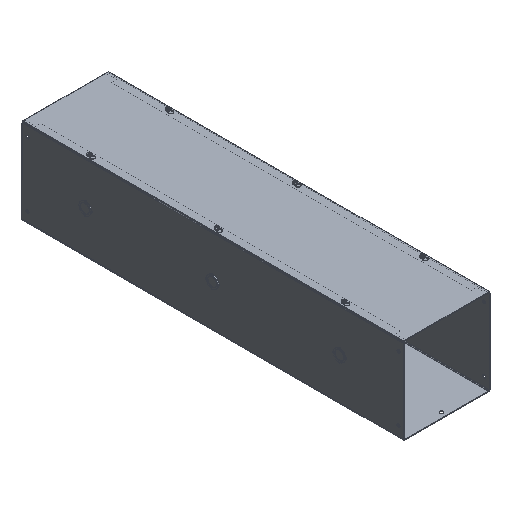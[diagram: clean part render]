
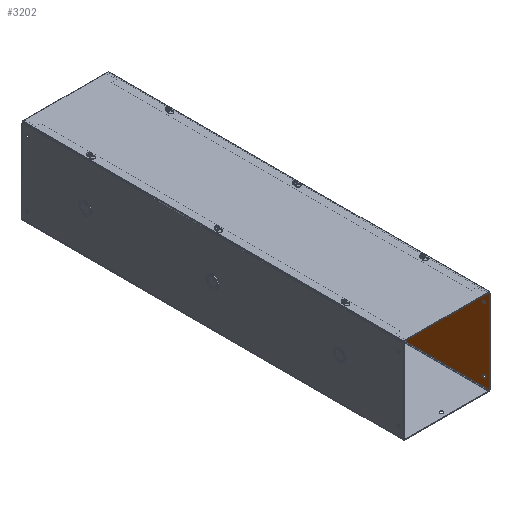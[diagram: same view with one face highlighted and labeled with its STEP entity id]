
A CAD part, isometric view. The second image highlights one B-rep face of the part: STEP entity #3202.
In plain terms, the highlighted planar face has unit normal (-1, 0, 0).
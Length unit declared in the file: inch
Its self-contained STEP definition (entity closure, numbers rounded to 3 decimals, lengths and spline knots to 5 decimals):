
#265 = AXIS2_PLACEMENT_3D ( 'NONE', #8374, #8640, #14016 ) ;
#314 = DIRECTION ( 'NONE',  ( 0., 0., -1. ) ) ;
#473 = AXIS2_PLACEMENT_3D ( 'NONE', #12083, #2807, #314 ) ;
#531 = CARTESIAN_POINT ( 'NONE',  ( 4., -17.5, 7.072 ) ) ;
#665 = ORIENTED_EDGE ( 'NONE', *, *, #16830, .F. ) ;
#763 = CIRCLE ( 'NONE', #13779, 0.133 ) ;
#1043 = CARTESIAN_POINT ( 'NONE',  ( 4., 18., 0.072 ) ) ;
#1203 = CARTESIAN_POINT ( 'NONE',  ( 4., -17.5, 0.867 ) ) ;
#1251 = LINE ( 'NONE', #9054, #2681 ) ;
#1357 = CARTESIAN_POINT ( 'NONE',  ( 4., 18., 7.964 ) ) ;
#1478 = CARTESIAN_POINT ( 'NONE',  ( 4., 17.5, 0.867 ) ) ;
#1749 = EDGE_CURVE ( 'NONE', #9103, #7146, #763, .T. ) ;
#1862 = CIRCLE ( 'NONE', #9608, 0.133 ) ;
#1936 = EDGE_CURVE ( 'NONE', #7146, #9103, #1862, .T. ) ;
#1990 = DIRECTION ( 'NONE',  ( -1., 0., 0. ) ) ;
#2314 = DIRECTION ( 'NONE',  ( 0., 0., -1. ) ) ;
#2368 = DIRECTION ( 'NONE',  ( -1., 0., 0. ) ) ;
#2416 = CIRCLE ( 'NONE', #473, 0.133 ) ;
#2470 = DIRECTION ( 'NONE',  ( 0., -1., 0. ) ) ;
#2534 = CARTESIAN_POINT ( 'NONE',  ( 4., 17.5, 1. ) ) ;
#2681 = VECTOR ( 'NONE', #2470, 39.37008 ) ;
#2807 = DIRECTION ( 'NONE',  ( -1., 0., 0. ) ) ;
#2912 = DIRECTION ( 'NONE',  ( -1., 0., 0. ) ) ;
#3128 = CARTESIAN_POINT ( 'NONE',  ( 4., 17.5, 1. ) ) ;
#3131 = AXIS2_PLACEMENT_3D ( 'NONE', #9286, #8952, #9205 ) ;
#3180 = AXIS2_PLACEMENT_3D ( 'NONE', #10646, #2912, #6824 ) ;
#3202 = ADVANCED_FACE ( 'NONE', ( #11805, #13292, #15897, #10508, #15820 ), #17123, .F. ) ;
#3338 = EDGE_LOOP ( 'NONE', ( #665, #7141 ) ) ;
#4205 = ORIENTED_EDGE ( 'NONE', *, *, #16550, .F. ) ;
#4303 = CARTESIAN_POINT ( 'NONE',  ( 4., -18., 7.964 ) ) ;
#4334 = ORIENTED_EDGE ( 'NONE', *, *, #10885, .T. ) ;
#4883 = CARTESIAN_POINT ( 'NONE',  ( 4., 17.5, 7.205 ) ) ;
#5416 = EDGE_LOOP ( 'NONE', ( #14691, #15279 ) ) ;
#5480 = DIRECTION ( 'NONE',  ( 0., 0., -1. ) ) ;
#5570 = EDGE_LOOP ( 'NONE', ( #13654, #9875 ) ) ;
#5673 = EDGE_CURVE ( 'NONE', #9497, #10250, #7241, .T. ) ;
#5798 = CARTESIAN_POINT ( 'NONE',  ( 4., -18., 7.964 ) ) ;
#5828 = DIRECTION ( 'NONE',  ( 0., 0., -1. ) ) ;
#6109 = VECTOR ( 'NONE', #7766, 39.37008 ) ;
#6306 = LINE ( 'NONE', #5798, #8768 ) ;
#6377 = EDGE_CURVE ( 'NONE', #11842, #16980, #2416, .T. ) ;
#6401 = EDGE_LOOP ( 'NONE', ( #8018, #7070, #4334, #7669 ) ) ;
#6530 = AXIS2_PLACEMENT_3D ( 'NONE', #15848, #9234, #2314 ) ;
#6558 = EDGE_CURVE ( 'NONE', #16034, #11054, #1251, .T. ) ;
#6824 = DIRECTION ( 'NONE',  ( 0., 0., -1. ) ) ;
#7070 = ORIENTED_EDGE ( 'NONE', *, *, #6558, .T. ) ;
#7141 = ORIENTED_EDGE ( 'NONE', *, *, #8136, .F. ) ;
#7146 = VERTEX_POINT ( 'NONE', #1478 ) ;
#7241 = CIRCLE ( 'NONE', #15582, 0.133 ) ;
#7263 = EDGE_CURVE ( 'NONE', #10832, #16547, #6306, .T. ) ;
#7302 = CARTESIAN_POINT ( 'NONE',  ( 4., -17.5, 1. ) ) ;
#7530 = LINE ( 'NONE', #1043, #16630 ) ;
#7669 = ORIENTED_EDGE ( 'NONE', *, *, #7263, .F. ) ;
#7766 = DIRECTION ( 'NONE',  ( 0., 0., 1. ) ) ;
#7892 = DIRECTION ( 'NONE',  ( 0., 0., -1. ) ) ;
#8018 = ORIENTED_EDGE ( 'NONE', *, *, #9109, .T. ) ;
#8136 = EDGE_CURVE ( 'NONE', #8751, #15234, #15894, .T. ) ;
#8374 = CARTESIAN_POINT ( 'NONE',  ( 4., -17.5, 7.072 ) ) ;
#8581 = DIRECTION ( 'NONE',  ( 0., 0., -1. ) ) ;
#8640 = DIRECTION ( 'NONE',  ( -1., 0., 0. ) ) ;
#8751 = VERTEX_POINT ( 'NONE', #11627 ) ;
#8768 = VECTOR ( 'NONE', #14293, 39.37008 ) ;
#8952 = DIRECTION ( 'NONE',  ( 1., 0., 0. ) ) ;
#9052 = CARTESIAN_POINT ( 'NONE',  ( 4., 18., 0.108 ) ) ;
#9054 = CARTESIAN_POINT ( 'NONE',  ( 4., 18., 0.108 ) ) ;
#9078 = LINE ( 'NONE', #14377, #6109 ) ;
#9103 = VERTEX_POINT ( 'NONE', #16926 ) ;
#9109 = EDGE_CURVE ( 'NONE', #10832, #16034, #7530, .T. ) ;
#9205 = DIRECTION ( 'NONE',  ( 0., 0., -1. ) ) ;
#9234 = DIRECTION ( 'NONE',  ( -1., 0., 0. ) ) ;
#9286 = CARTESIAN_POINT ( 'NONE',  ( 4., -18., 0.0625 ) ) ;
#9497 = VERTEX_POINT ( 'NONE', #11504 ) ;
#9608 = AXIS2_PLACEMENT_3D ( 'NONE', #2534, #2368, #7892 ) ;
#9875 = ORIENTED_EDGE ( 'NONE', *, *, #5673, .F. ) ;
#9891 = EDGE_LOOP ( 'NONE', ( #4205, #13826 ) ) ;
#10250 = VERTEX_POINT ( 'NONE', #11264 ) ;
#10508 = FACE_BOUND ( 'NONE', #5416, .T. ) ;
#10646 = CARTESIAN_POINT ( 'NONE',  ( 4., 17.5, 7.072 ) ) ;
#10666 = CIRCLE ( 'NONE', #6530, 0.133 ) ;
#10832 = VERTEX_POINT ( 'NONE', #1357 ) ;
#10885 = EDGE_CURVE ( 'NONE', #11054, #16547, #9078, .T. ) ;
#10901 = AXIS2_PLACEMENT_3D ( 'NONE', #7302, #14948, #5828 ) ;
#11054 = VERTEX_POINT ( 'NONE', #12260 ) ;
#11264 = CARTESIAN_POINT ( 'NONE',  ( 4., -17.5, 6.939 ) ) ;
#11504 = CARTESIAN_POINT ( 'NONE',  ( 4., -17.5, 7.205 ) ) ;
#11526 = DIRECTION ( 'NONE',  ( 0., 0., -1. ) ) ;
#11627 = CARTESIAN_POINT ( 'NONE',  ( 4., -17.5, 1.133 ) ) ;
#11805 = FACE_OUTER_BOUND ( 'NONE', #6401, .T. ) ;
#11842 = VERTEX_POINT ( 'NONE', #4883 ) ;
#12083 = CARTESIAN_POINT ( 'NONE',  ( 4., 17.5, 7.072 ) ) ;
#12260 = CARTESIAN_POINT ( 'NONE',  ( 4., -18., 0.108 ) ) ;
#13292 = FACE_BOUND ( 'NONE', #3338, .T. ) ;
#13447 = CIRCLE ( 'NONE', #3180, 0.133 ) ;
#13638 = DIRECTION ( 'NONE',  ( -1., 0., 0. ) ) ;
#13654 = ORIENTED_EDGE ( 'NONE', *, *, #15498, .F. ) ;
#13779 = AXIS2_PLACEMENT_3D ( 'NONE', #3128, #13638, #5480 ) ;
#13826 = ORIENTED_EDGE ( 'NONE', *, *, #6377, .F. ) ;
#14016 = DIRECTION ( 'NONE',  ( 0., 0., -1. ) ) ;
#14293 = DIRECTION ( 'NONE',  ( 0., -1., 0. ) ) ;
#14377 = CARTESIAN_POINT ( 'NONE',  ( 4., -18., 0.072 ) ) ;
#14691 = ORIENTED_EDGE ( 'NONE', *, *, #1936, .F. ) ;
#14774 = CARTESIAN_POINT ( 'NONE',  ( 4., 17.5, 6.939 ) ) ;
#14948 = DIRECTION ( 'NONE',  ( -1., 0., 0. ) ) ;
#15211 = CIRCLE ( 'NONE', #265, 0.133 ) ;
#15234 = VERTEX_POINT ( 'NONE', #1203 ) ;
#15279 = ORIENTED_EDGE ( 'NONE', *, *, #1749, .F. ) ;
#15498 = EDGE_CURVE ( 'NONE', #10250, #9497, #15211, .T. ) ;
#15582 = AXIS2_PLACEMENT_3D ( 'NONE', #531, #1990, #8581 ) ;
#15820 = FACE_BOUND ( 'NONE', #9891, .T. ) ;
#15848 = CARTESIAN_POINT ( 'NONE',  ( 4., -17.5, 1. ) ) ;
#15894 = CIRCLE ( 'NONE', #10901, 0.133 ) ;
#15897 = FACE_BOUND ( 'NONE', #5570, .T. ) ;
#16034 = VERTEX_POINT ( 'NONE', #9052 ) ;
#16547 = VERTEX_POINT ( 'NONE', #4303 ) ;
#16550 = EDGE_CURVE ( 'NONE', #16980, #11842, #13447, .T. ) ;
#16630 = VECTOR ( 'NONE', #11526, 39.37008 ) ;
#16830 = EDGE_CURVE ( 'NONE', #15234, #8751, #10666, .T. ) ;
#16926 = CARTESIAN_POINT ( 'NONE',  ( 4., 17.5, 1.133 ) ) ;
#16980 = VERTEX_POINT ( 'NONE', #14774 ) ;
#17123 = PLANE ( 'NONE',  #3131 ) ;
